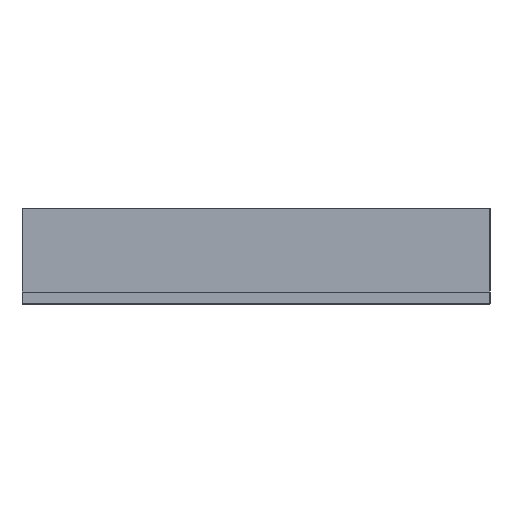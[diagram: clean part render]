
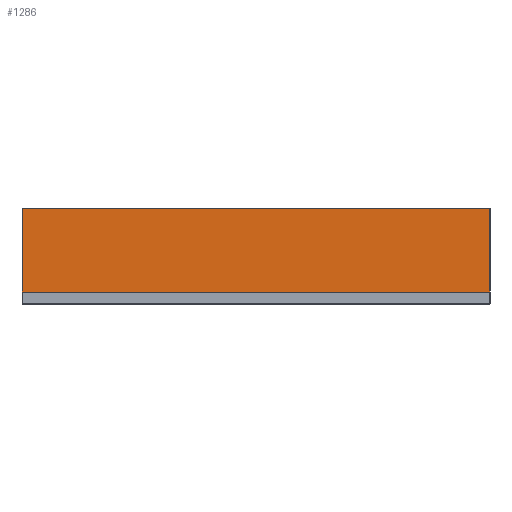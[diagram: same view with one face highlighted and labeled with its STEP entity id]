
A CAD part, left-side view. The second image highlights one B-rep face of the part: STEP entity #1286.
In plain terms, the highlighted planar face has unit normal (-1, 0, 0).
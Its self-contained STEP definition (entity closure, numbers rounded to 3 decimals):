
#212 = CYLINDRICAL_SURFACE('',#213,0.1);
#213 = AXIS2_PLACEMENT_3D('',#214,#215,#216);
#214 = CARTESIAN_POINT('',(-9.9,-92.4,17.5));
#215 = DIRECTION('',(-0.,-0.,-1.));
#216 = DIRECTION('',(0.,-1.,0.));
#228 = VERTEX_POINT('',#229);
#229 = CARTESIAN_POINT('',(-10.,-92.4,0.));
#265 = PLANE('',#266);
#266 = AXIS2_PLACEMENT_3D('',#267,#268,#269);
#267 = CARTESIAN_POINT('',(-10.,5.,0.));
#268 = DIRECTION('',(-1.,-0.,-0.));
#269 = DIRECTION('',(0.,-1.,0.));
#465 = VERTEX_POINT('',#466);
#466 = CARTESIAN_POINT('',(-10.,-92.4,17.4));
#493 = EDGE_CURVE('',#465,#228,#494,.T.);
#494 = SURFACE_CURVE('',#495,(#499,#506),.PCURVE_S1.);
#495 = LINE('',#496,#497);
#496 = CARTESIAN_POINT('',(-10.,-92.4,17.5));
#497 = VECTOR('',#498,1.);
#498 = DIRECTION('',(-0.,-0.,-1.));
#499 = PCURVE('',#212,#500);
#500 = DEFINITIONAL_REPRESENTATION('',(#501),#505);
#501 = LINE('',#502,#503);
#502 = CARTESIAN_POINT('',(1.571,0.));
#503 = VECTOR('',#504,1.);
#504 = DIRECTION('',(0.,1.));
#505 = ( GEOMETRIC_REPRESENTATION_CONTEXT(2) 
PARAMETRIC_REPRESENTATION_CONTEXT() REPRESENTATION_CONTEXT('2D SPACE',''
  ) );
#506 = PCURVE('',#507,#512);
#507 = PLANE('',#508);
#508 = AXIS2_PLACEMENT_3D('',#509,#510,#511);
#509 = CARTESIAN_POINT('',(-10.,-92.5,0.));
#510 = DIRECTION('',(-1.,0.,0.));
#511 = DIRECTION('',(0.,1.,0.));
#512 = DEFINITIONAL_REPRESENTATION('',(#513),#517);
#513 = LINE('',#514,#515);
#514 = CARTESIAN_POINT('',(0.1,-17.5));
#515 = VECTOR('',#516,1.);
#516 = DIRECTION('',(-0.,1.));
#517 = ( GEOMETRIC_REPRESENTATION_CONTEXT(2) 
PARAMETRIC_REPRESENTATION_CONTEXT() REPRESENTATION_CONTEXT('2D SPACE',''
  ) );
#657 = EDGE_CURVE('',#658,#228,#660,.T.);
#658 = VERTEX_POINT('',#659);
#659 = CARTESIAN_POINT('',(-10.,4.9,0.));
#660 = SURFACE_CURVE('',#661,(#665,#672),.PCURVE_S1.);
#661 = LINE('',#662,#663);
#662 = CARTESIAN_POINT('',(-10.,5.,0.));
#663 = VECTOR('',#664,1.);
#664 = DIRECTION('',(0.,-1.,0.));
#665 = PCURVE('',#265,#666);
#666 = DEFINITIONAL_REPRESENTATION('',(#667),#671);
#667 = LINE('',#668,#669);
#668 = CARTESIAN_POINT('',(0.,0.));
#669 = VECTOR('',#670,1.);
#670 = DIRECTION('',(1.,0.));
#671 = ( GEOMETRIC_REPRESENTATION_CONTEXT(2) 
PARAMETRIC_REPRESENTATION_CONTEXT() REPRESENTATION_CONTEXT('2D SPACE',''
  ) );
#672 = PCURVE('',#507,#673);
#673 = DEFINITIONAL_REPRESENTATION('',(#674),#678);
#674 = LINE('',#675,#676);
#675 = CARTESIAN_POINT('',(97.5,0.));
#676 = VECTOR('',#677,1.);
#677 = DIRECTION('',(-1.,0.));
#678 = ( GEOMETRIC_REPRESENTATION_CONTEXT(2) 
PARAMETRIC_REPRESENTATION_CONTEXT() REPRESENTATION_CONTEXT('2D SPACE',''
  ) );
#1275 = CYLINDRICAL_SURFACE('',#1276,0.1);
#1276 = AXIS2_PLACEMENT_3D('',#1277,#1278,#1279);
#1277 = CARTESIAN_POINT('',(-9.9,-92.5,17.4));
#1278 = DIRECTION('',(0.,1.,0.));
#1279 = DIRECTION('',(-1.,0.,0.));
#1286 = ADVANCED_FACE('',(#1287),#507,.T.);
#1287 = FACE_BOUND('',#1288,.T.);
#1288 = EDGE_LOOP('',(#1289,#1290,#1291,#1314));
#1289 = ORIENTED_EDGE('',*,*,#657,.T.);
#1290 = ORIENTED_EDGE('',*,*,#493,.F.);
#1291 = ORIENTED_EDGE('',*,*,#1292,.T.);
#1292 = EDGE_CURVE('',#465,#1293,#1295,.T.);
#1293 = VERTEX_POINT('',#1294);
#1294 = CARTESIAN_POINT('',(-10.,4.9,17.4));
#1295 = SURFACE_CURVE('',#1296,(#1300,#1307),.PCURVE_S1.);
#1296 = LINE('',#1297,#1298);
#1297 = CARTESIAN_POINT('',(-10.,-92.5,17.4));
#1298 = VECTOR('',#1299,1.);
#1299 = DIRECTION('',(0.,1.,0.));
#1300 = PCURVE('',#507,#1301);
#1301 = DEFINITIONAL_REPRESENTATION('',(#1302),#1306);
#1302 = LINE('',#1303,#1304);
#1303 = CARTESIAN_POINT('',(0.,-17.4));
#1304 = VECTOR('',#1305,1.);
#1305 = DIRECTION('',(1.,0.));
#1306 = ( GEOMETRIC_REPRESENTATION_CONTEXT(2) 
PARAMETRIC_REPRESENTATION_CONTEXT() REPRESENTATION_CONTEXT('2D SPACE',''
  ) );
#1307 = PCURVE('',#1275,#1308);
#1308 = DEFINITIONAL_REPRESENTATION('',(#1309),#1313);
#1309 = LINE('',#1310,#1311);
#1310 = CARTESIAN_POINT('',(0.,0.));
#1311 = VECTOR('',#1312,1.);
#1312 = DIRECTION('',(0.,1.));
#1313 = ( GEOMETRIC_REPRESENTATION_CONTEXT(2) 
PARAMETRIC_REPRESENTATION_CONTEXT() REPRESENTATION_CONTEXT('2D SPACE',''
  ) );
#1314 = ORIENTED_EDGE('',*,*,#1315,.T.);
#1315 = EDGE_CURVE('',#1293,#658,#1316,.T.);
#1316 = SURFACE_CURVE('',#1317,(#1321,#1328),.PCURVE_S1.);
#1317 = LINE('',#1318,#1319);
#1318 = CARTESIAN_POINT('',(-10.,4.9,17.5));
#1319 = VECTOR('',#1320,1.);
#1320 = DIRECTION('',(-0.,-0.,-1.));
#1321 = PCURVE('',#507,#1322);
#1322 = DEFINITIONAL_REPRESENTATION('',(#1323),#1327);
#1323 = LINE('',#1324,#1325);
#1324 = CARTESIAN_POINT('',(97.4,-17.5));
#1325 = VECTOR('',#1326,1.);
#1326 = DIRECTION('',(-0.,1.));
#1327 = ( GEOMETRIC_REPRESENTATION_CONTEXT(2) 
PARAMETRIC_REPRESENTATION_CONTEXT() REPRESENTATION_CONTEXT('2D SPACE',''
  ) );
#1328 = PCURVE('',#1329,#1334);
#1329 = CYLINDRICAL_SURFACE('',#1330,0.1);
#1330 = AXIS2_PLACEMENT_3D('',#1331,#1332,#1333);
#1331 = CARTESIAN_POINT('',(-9.9,4.9,17.5));
#1332 = DIRECTION('',(-0.,-0.,-1.));
#1333 = DIRECTION('',(-1.,0.,0.));
#1334 = DEFINITIONAL_REPRESENTATION('',(#1335),#1339);
#1335 = LINE('',#1336,#1337);
#1336 = CARTESIAN_POINT('',(0.,0.));
#1337 = VECTOR('',#1338,1.);
#1338 = DIRECTION('',(0.,1.));
#1339 = ( GEOMETRIC_REPRESENTATION_CONTEXT(2) 
PARAMETRIC_REPRESENTATION_CONTEXT() REPRESENTATION_CONTEXT('2D SPACE',''
  ) );
